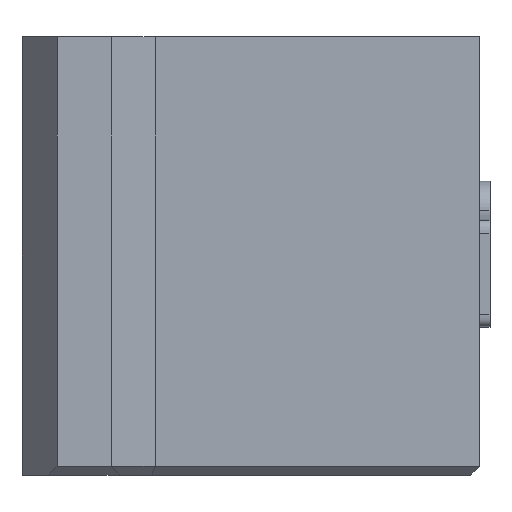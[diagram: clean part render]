
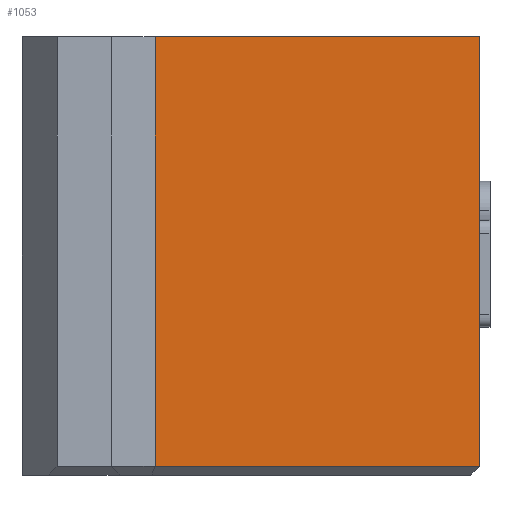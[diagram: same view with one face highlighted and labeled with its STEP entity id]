
A CAD part, front view. The second image highlights one B-rep face of the part: STEP entity #1053.
In plain terms, the highlighted planar face has unit normal (0, -1, 0).
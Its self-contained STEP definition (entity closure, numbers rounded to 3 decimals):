
#119=FACE_OUTER_BOUND('',#177,.T.);
#177=EDGE_LOOP('',(#754,#755,#756,#757));
#240=LINE('',#1378,#342);
#269=LINE('',#1437,#371);
#271=LINE('',#1441,#373);
#272=LINE('',#1442,#374);
#342=VECTOR('',#1184,10.);
#371=VECTOR('',#1235,10.);
#373=VECTOR('',#1239,10.);
#374=VECTOR('',#1240,10.);
#438=VERTEX_POINT('',#1370);
#440=VERTEX_POINT('',#1376);
#459=VERTEX_POINT('',#1436);
#460=VERTEX_POINT('',#1440);
#546=EDGE_CURVE('',#440,#438,#240,.T.);
#575=EDGE_CURVE('',#438,#459,#269,.T.);
#577=EDGE_CURVE('',#440,#460,#271,.T.);
#578=EDGE_CURVE('',#459,#460,#272,.T.);
#754=ORIENTED_EDGE('',*,*,#546,.F.);
#755=ORIENTED_EDGE('',*,*,#577,.T.);
#756=ORIENTED_EDGE('',*,*,#578,.F.);
#757=ORIENTED_EDGE('',*,*,#575,.F.);
#1021=PLANE('',#1131);
#1053=ADVANCED_FACE('',(#119),#1021,.T.);
#1131=AXIS2_PLACEMENT_3D('',#1439,#1237,#1238);
#1184=DIRECTION('',(-1.,0.,0.));
#1235=DIRECTION('',(0.,0.,1.));
#1237=DIRECTION('center_axis',(0.,-1.,0.));
#1238=DIRECTION('ref_axis',(1.,0.,0.));
#1239=DIRECTION('',(0.,0.,1.));
#1240=DIRECTION('',(1.,0.,0.));
#1370=CARTESIAN_POINT('',(-12.5,-4.,0.5));
#1376=CARTESIAN_POINT('',(6.,-4.,0.5));
#1378=CARTESIAN_POINT('',(-7.333,-4.,0.5));
#1436=CARTESIAN_POINT('',(-12.5,-4.,25.));
#1437=CARTESIAN_POINT('',(-12.5,-4.,0.));
#1439=CARTESIAN_POINT('Origin',(4.,-4.,0.));
#1440=CARTESIAN_POINT('',(6.,-4.,25.));
#1441=CARTESIAN_POINT('',(6.,-4.,0.));
#1442=CARTESIAN_POINT('',(-15.,-4.,25.));
